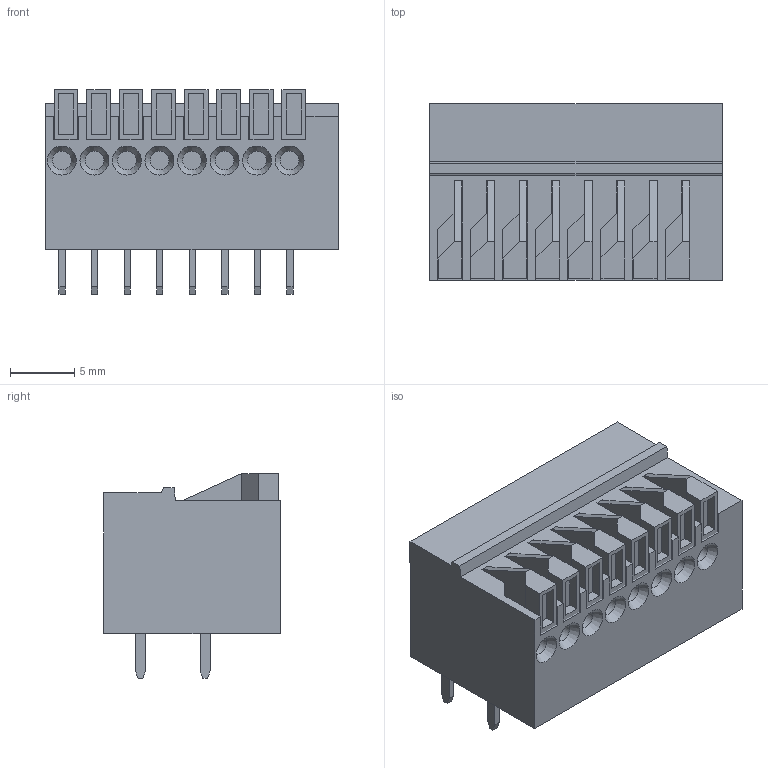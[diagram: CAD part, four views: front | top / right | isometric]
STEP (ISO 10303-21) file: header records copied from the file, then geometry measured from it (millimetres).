
FILE_DESCRIPTION(('FreeCAD Model'),'2;1');
FILE_NAME('Open CASCADE Shape Model','2021-11-02T13:51:46',('Author'),( ''),'Open CASCADE STEP processor 7.5','FreeCAD','Unknown');
FILE_SCHEMA(('AUTOMOTIVE_DESIGN { 1 0 10303 214 1 1 1 1 }'));
Length unit declared in the file: millimetre
Products named in the file (4): KF141R_2_54; Legs; Levers; Body
Assembly tree (3 placements, depth 2):
  KF141R_2_54
    Legs
    Levers
    Body
Bounding box: 22.86 x 13.8 x 16 mm (x, y, z)
Volume: 3354.5 mm3; surface area: 3163.2 mm2
Topology: 3 solids, 3 shells, 326 faces, 848 edges, 552 vertices
Faces by surface type: plane 310, cone 8, cylinder 8
Full cylindrical faces by diameter (mm): 1.467 x8
Entity records: 20854 total; most frequent: CARTESIAN_POINT 3426, DIRECTION 3228, LINE 2504, VECTOR 2504, ORIENTED_EDGE 1696, PCURVE 1696, DEFINITIONAL_REPRESENTATION 1696, EDGE_CURVE 848
